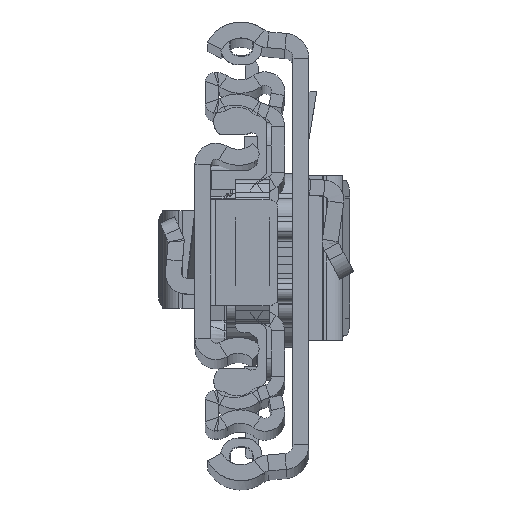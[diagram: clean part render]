
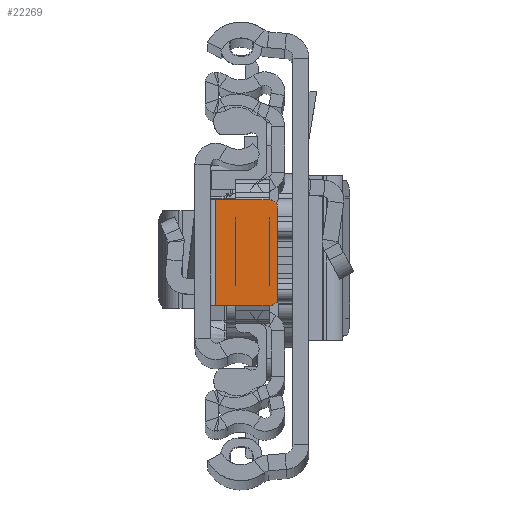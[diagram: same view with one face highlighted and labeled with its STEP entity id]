
A CAD part, top view. The second image highlights one B-rep face of the part: STEP entity #22269.
In plain terms, the highlighted planar face has unit normal (0, 0, 1).
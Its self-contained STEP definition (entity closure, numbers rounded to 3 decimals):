
#162 = DIRECTION ( 'NONE',  ( 0., 0., 1. ) ) ;
#574 = ORIENTED_EDGE ( 'NONE', *, *, #4754, .F. ) ;
#772 = CARTESIAN_POINT ( 'NONE',  ( -9.4, -5.849, -6.8 ) ) ;
#2549 = EDGE_CURVE ( 'NONE', #2802, #6125, #5173, .T. ) ;
#2556 = DIRECTION ( 'NONE',  ( 1., 0., 0. ) ) ;
#2560 = DIRECTION ( 'NONE',  ( -1., 0., 0. ) ) ;
#2802 = VERTEX_POINT ( 'NONE', #15456 ) ;
#3672 = EDGE_LOOP ( 'NONE', ( #27482, #8329, #22978, #20713, #574, #22902 ) ) ;
#4125 = AXIS2_PLACEMENT_3D ( 'NONE', #28320, #5119, #26525 ) ;
#4754 = EDGE_CURVE ( 'NONE', #23237, #25107, #22240, .T. ) ;
#4991 = VECTOR ( 'NONE', #2560, 1000. ) ;
#5119 = DIRECTION ( 'NONE',  ( 0., 0., 1. ) ) ;
#5173 = CIRCLE ( 'NONE', #27455, 1. ) ;
#6125 = VERTEX_POINT ( 'NONE', #13412 ) ;
#6273 = CARTESIAN_POINT ( 'NONE',  ( -1.8, 6.151, -6.8 ) ) ;
#6287 = EDGE_CURVE ( 'NONE', #25107, #11175, #10902, .T. ) ;
#6767 = EDGE_CURVE ( 'NONE', #11175, #6125, #28162, .T. ) ;
#8175 = VECTOR ( 'NONE', #13126, 1000. ) ;
#8329 = ORIENTED_EDGE ( 'NONE', *, *, #2549, .T. ) ;
#8401 = DIRECTION ( 'NONE',  ( 1., 0., 0. ) ) ;
#10228 = VECTOR ( 'NONE', #8401, 1000. ) ;
#10902 = LINE ( 'NONE', #11050, #13704 ) ;
#10999 = LINE ( 'NONE', #13277, #8175 ) ;
#11050 = CARTESIAN_POINT ( 'NONE',  ( -2.3, 6.151, -6.8 ) ) ;
#11175 = VERTEX_POINT ( 'NONE', #18218 ) ;
#12867 = CARTESIAN_POINT ( 'NONE',  ( -2.3, 6.151, -6.8 ) ) ;
#13126 = DIRECTION ( 'NONE',  ( 0., 1., 0. ) ) ;
#13206 = AXIS2_PLACEMENT_3D ( 'NONE', #25783, #162, #13632 ) ;
#13277 = CARTESIAN_POINT ( 'NONE',  ( -9.4, 6.151, -6.8 ) ) ;
#13412 = CARTESIAN_POINT ( 'NONE',  ( -8.4, -5.849, -6.8 ) ) ;
#13632 = DIRECTION ( 'NONE',  ( 1., 0., 0. ) ) ;
#13704 = VECTOR ( 'NONE', #28965, 1000. ) ;
#13809 = CARTESIAN_POINT ( 'NONE',  ( -9.4, 5.151, -6.8 ) ) ;
#13815 = CIRCLE ( 'NONE', #4125, 1. ) ;
#13979 = VERTEX_POINT ( 'NONE', #13809 ) ;
#14062 = CARTESIAN_POINT ( 'NONE',  ( -8.4, 6.151, -6.8 ) ) ;
#14066 = CARTESIAN_POINT ( 'NONE',  ( -8.4, -4.849, -6.8 ) ) ;
#14079 = FACE_OUTER_BOUND ( 'NONE', #3672, .T. ) ;
#15456 = CARTESIAN_POINT ( 'NONE',  ( -9.4, -4.849, -6.8 ) ) ;
#15697 = EDGE_CURVE ( 'NONE', #23237, #13979, #13815, .T. ) ;
#17465 = EDGE_CURVE ( 'NONE', #2802, #13979, #10999, .T. ) ;
#18218 = CARTESIAN_POINT ( 'NONE',  ( -2.3, -5.849, -6.8 ) ) ;
#20713 = ORIENTED_EDGE ( 'NONE', *, *, #6287, .F. ) ;
#22240 = LINE ( 'NONE', #6273, #10228 ) ;
#22269 = ADVANCED_FACE ( 'NONE', ( #14079 ), #23518, .T. ) ;
#22902 = ORIENTED_EDGE ( 'NONE', *, *, #15697, .T. ) ;
#22978 = ORIENTED_EDGE ( 'NONE', *, *, #6767, .F. ) ;
#23237 = VERTEX_POINT ( 'NONE', #14062 ) ;
#23350 = DIRECTION ( 'NONE',  ( 0., 0., 1. ) ) ;
#23518 = PLANE ( 'NONE',  #13206 ) ;
#25107 = VERTEX_POINT ( 'NONE', #12867 ) ;
#25783 = CARTESIAN_POINT ( 'NONE',  ( 0., 0., -6.8 ) ) ;
#26525 = DIRECTION ( 'NONE',  ( 1., 0., 0. ) ) ;
#27455 = AXIS2_PLACEMENT_3D ( 'NONE', #14066, #23350, #2556 ) ;
#27482 = ORIENTED_EDGE ( 'NONE', *, *, #17465, .F. ) ;
#28162 = LINE ( 'NONE', #772, #4991 ) ;
#28320 = CARTESIAN_POINT ( 'NONE',  ( -8.4, 5.151, -6.8 ) ) ;
#28965 = DIRECTION ( 'NONE',  ( 0., -1., 0. ) ) ;
